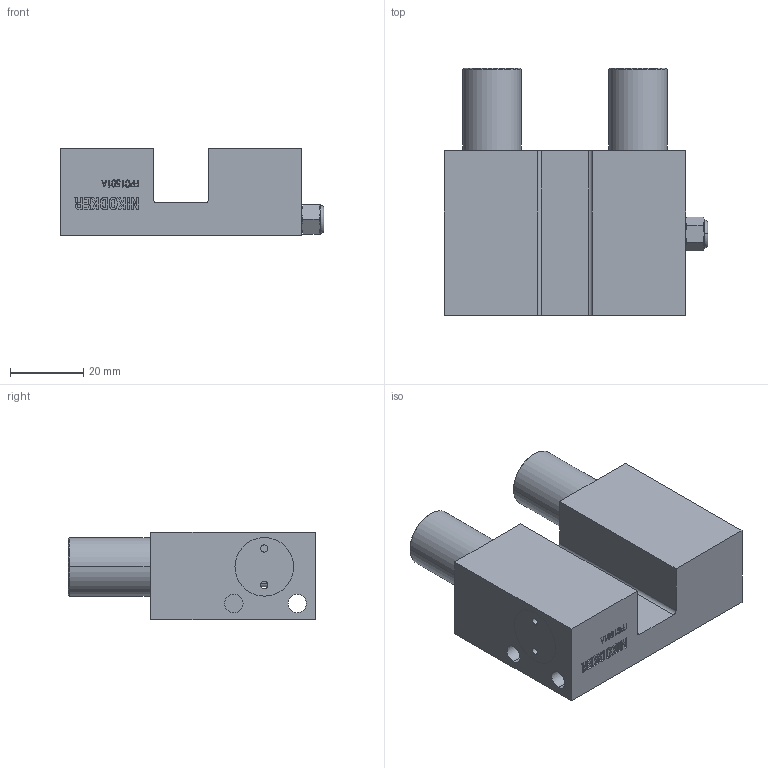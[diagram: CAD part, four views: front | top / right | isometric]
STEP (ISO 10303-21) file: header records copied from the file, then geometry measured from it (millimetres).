
FILE_DESCRIPTION (( 'STEP AP203' ), '1' );
FILE_NAME ('FPC1501A.STEP', '2020-07-06T23:40:53', ( 'Microsoft' ), ( 'Microsoft' ), 'SwSTEP 2.0', 'SolidWorks 2012', '' );
FILE_SCHEMA (( 'CONFIG_CONTROL_DESIGN' ));
Length unit declared in the file: millimetre
Products named in the file (1): FPC1501A
Bounding box: 72 x 67.5 x 24 mm (x, y, z)
Surface area: 15470.1 mm2 (no closed solid volume)
Topology: 0 solids, 9 shells, 240 faces, 708 edges, 487 vertices
Faces by surface type: plane 138, bspline 56, cylinder 34, cone 10, torus 2
Entity records: 11423 total; most frequent: CARTESIAN_POINT 5396, ORIENTED_EDGE 1220, DIRECTION 1029, EDGE_CURVE 708, VERTEX_POINT 487, LINE 475, VECTOR 475, EDGE_LOOP 277
